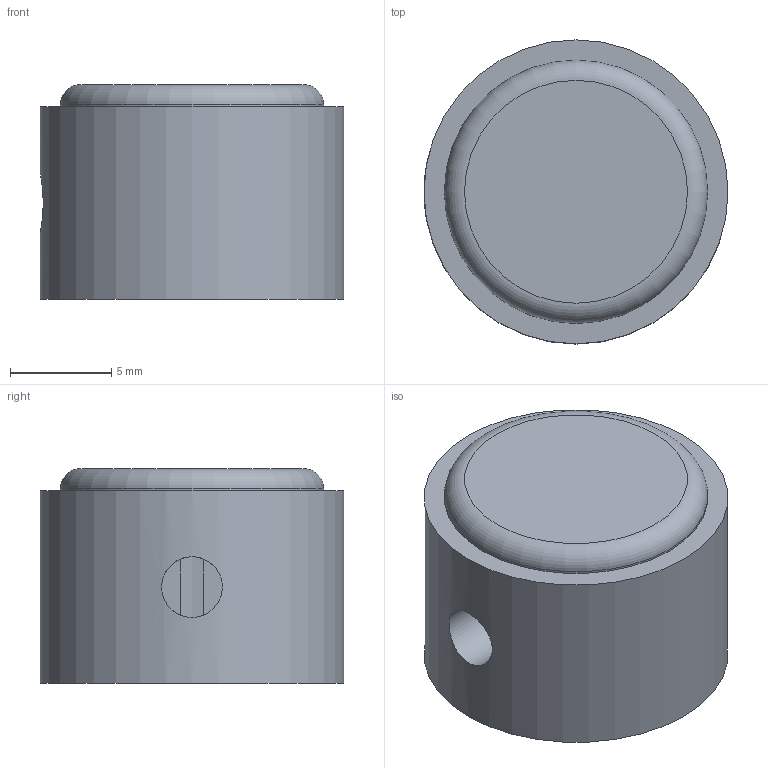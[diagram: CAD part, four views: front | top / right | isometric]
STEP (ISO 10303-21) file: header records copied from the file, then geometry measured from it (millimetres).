
FILE_DESCRIPTION(('FreeCAD Model'),'2;1');
FILE_NAME('Open CASCADE Shape Model','2025-01-10T20:39:32',('Author'),( ''),'Open CASCADE STEP processor 7.8','FreeCAD','Unknown');
FILE_SCHEMA(('AUTOMOTIVE_DESIGN { 1 0 10303 214 1 1 1 1 }'));
Length unit declared in the file: millimetre
Products named in the file (1): Dial
Bounding box: 15 x 15 x 10.6 mm (x, y, z)
Volume: 1507.3 mm3; surface area: 1045.2 mm2
Topology: 1 solids, 1 shells, 11 faces, 20 edges, 13 vertices
Faces by surface type: plane 6, cylinder 4, torus 1
Full cylindrical faces by diameter (mm): 3 x1, 6.1 x1, 13 x1, 15 x1
Entity records: 372 total; most frequent: CARTESIAN_POINT 123, DIRECTION 50, ORIENTED_EDGE 40, AXIS2_PLACEMENT_3D 22, EDGE_CURVE 20, FACE_BOUND 15, EDGE_LOOP 15, VERTEX_POINT 13
